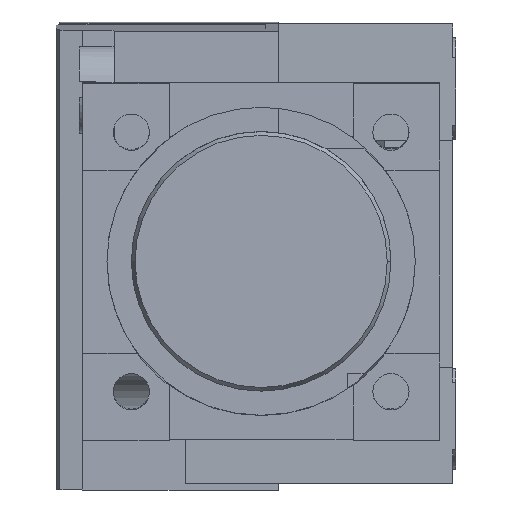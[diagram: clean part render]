
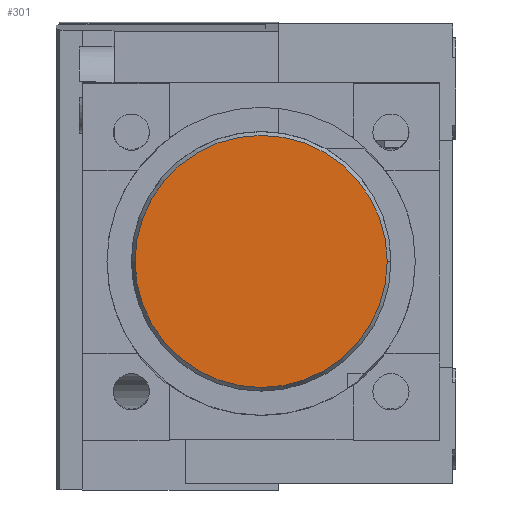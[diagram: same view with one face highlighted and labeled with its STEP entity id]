
A CAD part, left-side view. The second image highlights one B-rep face of the part: STEP entity #301.
In plain terms, the highlighted planar face has unit normal (-1, 0, -0.011).
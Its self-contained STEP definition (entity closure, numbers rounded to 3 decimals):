
#301=ADVANCED_FACE('',(#851),#852,.T.);
#851=FACE_OUTER_BOUND('',#1474,.T.);
#852=PLANE('',#1475);
#1474=EDGE_LOOP('',(#3559,#3560));
#1475=AXIS2_PLACEMENT_3D('',#3561,#3562,#3563);
#3559=ORIENTED_EDGE('',*,*,#4443,.F.);
#3560=ORIENTED_EDGE('',*,*,#4792,.F.);
#3561=CARTESIAN_POINT('',(-6.655,18.95,-0.706));
#3562=DIRECTION('',(-1.,-0.0,-0.011));
#3563=DIRECTION('',(0.0,-1.0,0.0));
#4443=EDGE_CURVE('',#5471,#5474,#5475,.T.);
#4792=EDGE_CURVE('',#5474,#5471,#6064,.T.);
#5471=VERTEX_POINT('',#7045);
#5474=VERTEX_POINT('',#7049);
#5475=CIRCLE('',#7050,11.654);
#6064=CIRCLE('',#7938,11.654);
#7045=CARTESIAN_POINT('',(-6.655,-11.654,-0.706));
#7049=CARTESIAN_POINT('',(-6.655,11.654,-0.706));
#7050=AXIS2_PLACEMENT_3D('',#8735,#8736,#8737);
#7938=AXIS2_PLACEMENT_3D('',#9211,#9212,#9213);
#8735=CARTESIAN_POINT('',(-6.655,0.0,-0.706));
#8736=DIRECTION('',(1.,0.0,0.011));
#8737=DIRECTION('',(0.0,-1.0,0.0));
#9211=CARTESIAN_POINT('',(-6.655,0.0,-0.706));
#9212=DIRECTION('',(1.,0.0,0.011));
#9213=DIRECTION('',(0.0,-1.0,0.0));
